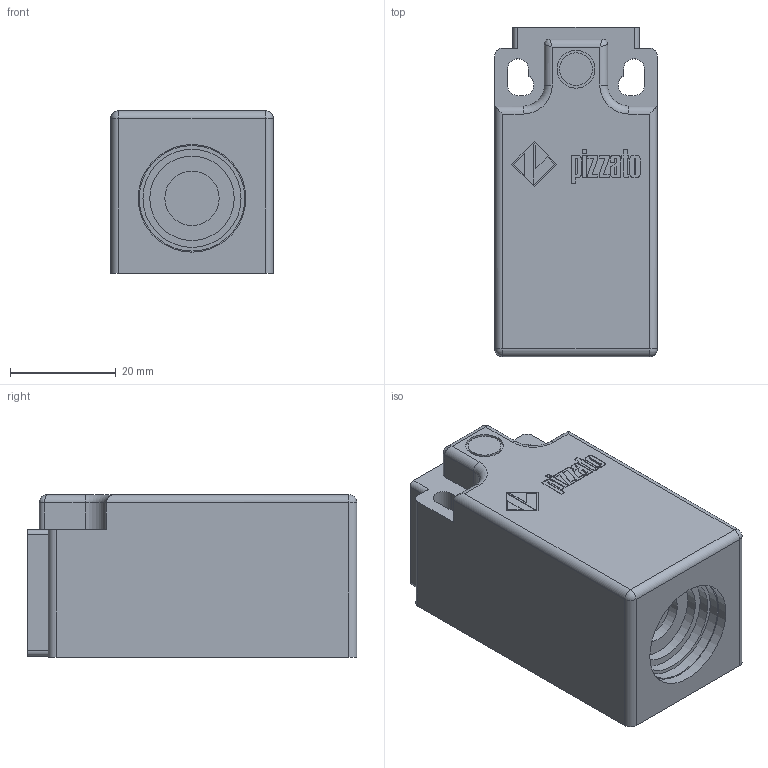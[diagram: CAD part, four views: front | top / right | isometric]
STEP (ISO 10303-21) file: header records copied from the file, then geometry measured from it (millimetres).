
FILE_DESCRIPTION(/* description */ ('PARTICOLARE '),/* implementation_level */ '2;1');
FILE_NAME(/* name */ 'CMICE0000024.stp',/* time_stamp */ '2022-11-25T15:08:07+01:00',/* author */ ('tecnico7'),/* organization */ (''),/* preprocessor_version */ 'ST-DEVELOPER v18.1',/* originating_system */ 'Autodesk Inventor 2022',/* authorisation */ '');
FILE_SCHEMA (('AUTOMOTIVE_DESIGN { 1 0 10303 214 3 1 1 }'));
Length unit declared in the file: millimetre
Products named in the file (1): F3DTM0008103
Bounding box: 30.8 x 62.5 x 30.8 mm (x, y, z)
Volume: 51030.6 mm3; surface area: 11175.6 mm2
Topology: 1 solids, 1 shells, 356 faces, 934 edges, 614 vertices
Faces by surface type: plane 220, bspline 71, cylinder 61, sphere 2, torus 2
Full cylindrical faces by diameter (mm): 6.2 x1, 7.2 x1, 10.3 x1, 16 x1, 18.6 x1, 20 x1, 20.4 x1
Entity records: 14571 total; most frequent: CARTESIAN_POINT 6130, ORIENTED_EDGE 1860, DIRECTION 1478, EDGE_CURVE 930, LINE 670, VECTOR 670, VERTEX_POINT 614, AXIS2_PLACEMENT_3D 404
